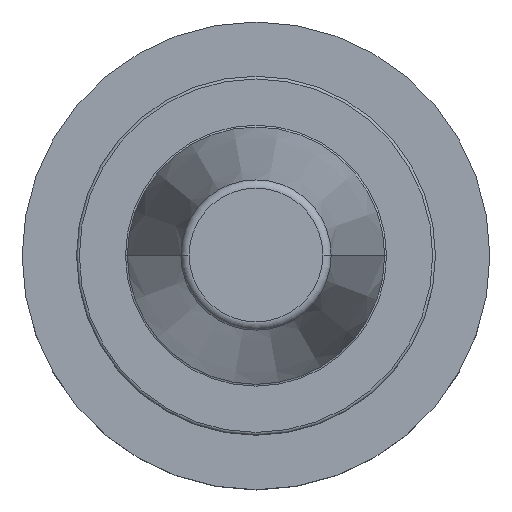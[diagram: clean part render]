
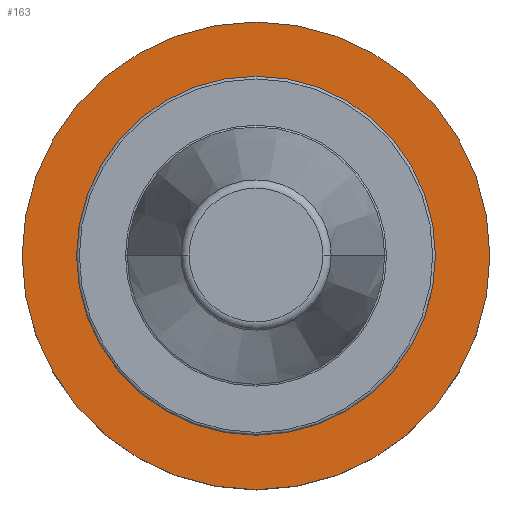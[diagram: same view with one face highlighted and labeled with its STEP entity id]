
A CAD part, top view. The second image highlights one B-rep face of the part: STEP entity #163.
In plain terms, the highlighted planar face has unit normal (0, 0, 1).
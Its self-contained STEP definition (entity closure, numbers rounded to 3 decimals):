
#163=ADVANCED_FACE('',(#188,#189),#176,.F.);
#176=PLANE('',#651);
#188=FACE_BOUND('',#225,.T.);
#189=FACE_BOUND('',#226,.T.);
#225=EDGE_LOOP('',(#349,#350));
#226=EDGE_LOOP('',(#351,#352));
#349=ORIENTED_EDGE('',*,*,#431,.F.);
#350=ORIENTED_EDGE('',*,*,#479,.F.);
#351=ORIENTED_EDGE('',*,*,#456,.T.);
#352=ORIENTED_EDGE('',*,*,#474,.T.);
#387=VERTEX_POINT('',#905);
#388=VERTEX_POINT('',#906);
#403=VERTEX_POINT('',#952);
#404=VERTEX_POINT('',#954);
#431=EDGE_CURVE('',#387,#388,#502,.T.);
#456=EDGE_CURVE('',#404,#403,#517,.T.);
#474=EDGE_CURVE('',#403,#404,#530,.T.);
#479=EDGE_CURVE('',#388,#387,#535,.T.);
#502=CIRCLE('',#591,63.5);
#517=CIRCLE('',#613,39.);
#530=CIRCLE('',#636,39.);
#535=CIRCLE('',#649,63.5);
#591=AXIS2_PLACEMENT_3D('',#904,#706,#707);
#613=AXIS2_PLACEMENT_3D('',#953,#760,#761);
#636=AXIS2_PLACEMENT_3D('',#990,#811,#812);
#649=AXIS2_PLACEMENT_3D('',#1003,#837,#838);
#651=AXIS2_PLACEMENT_3D('',#1005,#841,#842);
#706=DIRECTION('',(0.,0.,-1.));
#707=DIRECTION('',(-1.,0.,0.));
#760=DIRECTION('',(0.,0.,-1.));
#761=DIRECTION('',(-1.,0.,0.));
#811=DIRECTION('',(0.,0.,-1.));
#812=DIRECTION('',(-1.,0.,0.));
#837=DIRECTION('',(0.,0.,-1.));
#838=DIRECTION('',(-1.,0.,0.));
#841=DIRECTION('',(0.,0.,-1.));
#842=DIRECTION('',(1.,0.,0.));
#904=CARTESIAN_POINT('',(0.,0.,-35.05));
#905=CARTESIAN_POINT('',(-63.5,0.,-35.05));
#906=CARTESIAN_POINT('',(63.5,0.,-35.05));
#952=CARTESIAN_POINT('',(39.,0.,-35.05));
#953=CARTESIAN_POINT('',(0.,0.,-35.05));
#954=CARTESIAN_POINT('',(-39.,0.,-35.05));
#990=CARTESIAN_POINT('',(0.,0.,-35.05));
#1003=CARTESIAN_POINT('',(0.,0.,-35.05));
#1005=CARTESIAN_POINT('',(0.,39.,-35.05));
